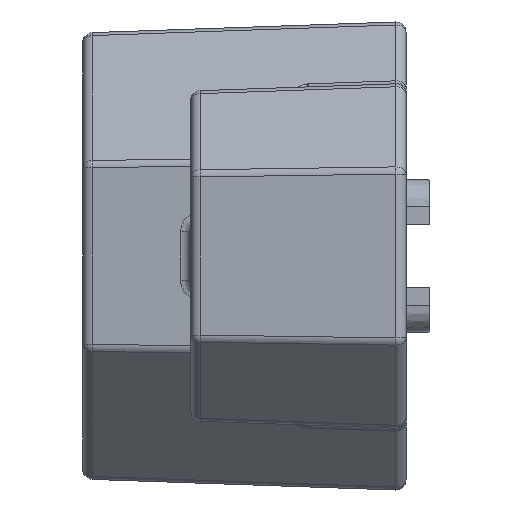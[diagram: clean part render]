
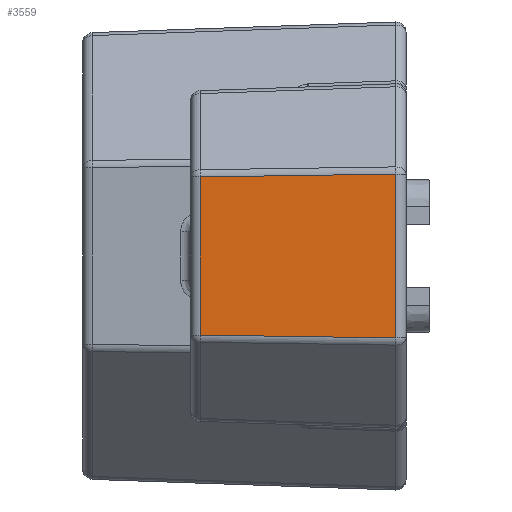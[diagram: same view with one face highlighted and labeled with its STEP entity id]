
A CAD part, left-side view. The second image highlights one B-rep face of the part: STEP entity #3559.
In plain terms, the highlighted planar face has unit normal (-0.999, 0.035, 0).
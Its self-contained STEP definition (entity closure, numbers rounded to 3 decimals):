
#51 = LINE ( 'NONE', #10821, #6974 ) ;
#584 = ORIENTED_EDGE ( 'NONE', *, *, #8559, .T. ) ;
#720 = DIRECTION ( 'NONE',  ( 0.035, 0.999, -0.014 ) ) ;
#885 = CARTESIAN_POINT ( 'NONE',  ( -17.78, 0., -2.54 ) ) ;
#925 = ORIENTED_EDGE ( 'NONE', *, *, #10775, .T. ) ;
#1461 = EDGE_CURVE ( 'NONE', #2506, #5951, #10325, .T. ) ;
#2217 = DIRECTION ( 'NONE',  ( 0., 0., -1. ) ) ;
#2498 = VERTEX_POINT ( 'NONE', #5066 ) ;
#2506 = VERTEX_POINT ( 'NONE', #4240 ) ;
#2594 = PLANE ( 'NONE',  #3290 ) ;
#2757 = VERTEX_POINT ( 'NONE', #6320 ) ;
#3103 = FACE_OUTER_BOUND ( 'NONE', #9497, .T. ) ;
#3259 = CARTESIAN_POINT ( 'NONE',  ( -17.568, 6.06, 2.328 ) ) ;
#3290 = AXIS2_PLACEMENT_3D ( 'NONE', #885, #4383, #9568 ) ;
#3559 = ADVANCED_FACE ( 'NONE', ( #3103 ), #2594, .T. ) ;
#3814 = ORIENTED_EDGE ( 'NONE', *, *, #1461, .T. ) ;
#3943 = CARTESIAN_POINT ( 'NONE',  ( -17.568, 6.06, -2.448 ) ) ;
#4240 = CARTESIAN_POINT ( 'NONE',  ( -17.769, 0.31, 2.411 ) ) ;
#4383 = DIRECTION ( 'NONE',  ( -0.999, 0.035, 0. ) ) ;
#5066 = CARTESIAN_POINT ( 'NONE',  ( -17.769, 0.31, -2.411 ) ) ;
#5624 = LINE ( 'NONE', #3943, #10767 ) ;
#5648 = VECTOR ( 'NONE', #6678, 1000. ) ;
#5951 = VERTEX_POINT ( 'NONE', #3259 ) ;
#5983 = VECTOR ( 'NONE', #720, 1000. ) ;
#6320 = CARTESIAN_POINT ( 'NONE',  ( -17.568, 6.06, -2.328 ) ) ;
#6678 = DIRECTION ( 'NONE',  ( 0., 0., 1. ) ) ;
#6974 = VECTOR ( 'NONE', #7549, 1000. ) ;
#7058 = ORIENTED_EDGE ( 'NONE', *, *, #9424, .T. ) ;
#7549 = DIRECTION ( 'NONE',  ( -0.035, -0.999, -0.014 ) ) ;
#7635 = CARTESIAN_POINT ( 'NONE',  ( -17.778, 0.072, 2.415 ) ) ;
#7975 = LINE ( 'NONE', #10013, #5648 ) ;
#8559 = EDGE_CURVE ( 'NONE', #2757, #2498, #51, .T. ) ;
#9424 = EDGE_CURVE ( 'NONE', #5951, #2757, #5624, .T. ) ;
#9497 = EDGE_LOOP ( 'NONE', ( #925, #3814, #7058, #584 ) ) ;
#9568 = DIRECTION ( 'NONE',  ( -0.035, -0.999, 0. ) ) ;
#10013 = CARTESIAN_POINT ( 'NONE',  ( -17.769, 0.31, -2.54 ) ) ;
#10325 = LINE ( 'NONE', #7635, #5983 ) ;
#10767 = VECTOR ( 'NONE', #2217, 1000. ) ;
#10775 = EDGE_CURVE ( 'NONE', #2498, #2506, #7975, .T. ) ;
#10821 = CARTESIAN_POINT ( 'NONE',  ( -17.78, -0.002, -2.416 ) ) ;
